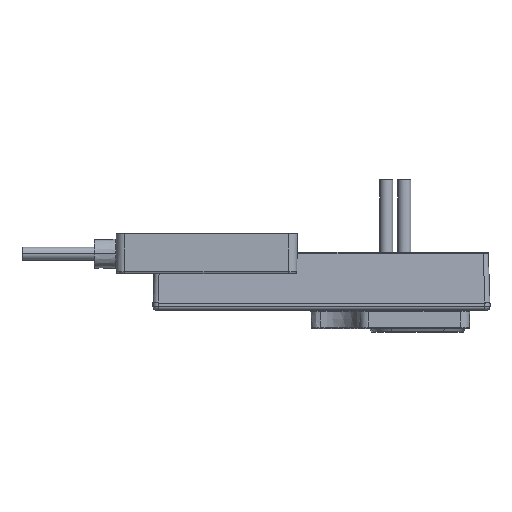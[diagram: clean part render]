
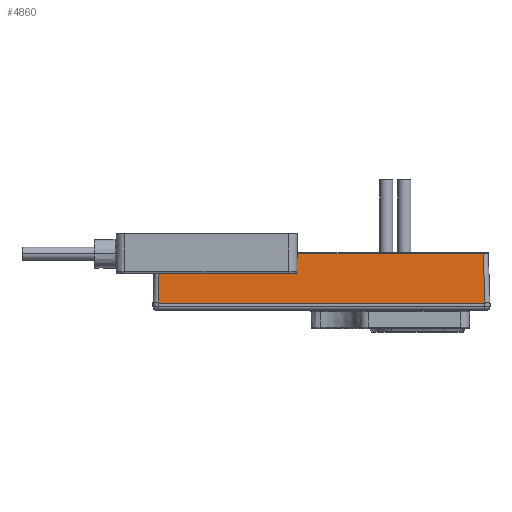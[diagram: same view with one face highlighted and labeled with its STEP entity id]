
A CAD part, top view. The second image highlights one B-rep face of the part: STEP entity #4860.
In plain terms, the highlighted planar face has unit normal (0, 0.035, 0.999).
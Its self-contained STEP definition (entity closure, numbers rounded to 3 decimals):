
#700=DIRECTION('',(1.,0.,0.));
#701=VECTOR('',#700,44.625);
#702=CARTESIAN_POINT('',(-13.063,7.807,8.762));
#703=LINE('',#702,#701);
#704=DIRECTION('',(0.035,-0.999,0.035));
#705=VECTOR('',#704,6.815);
#706=CARTESIAN_POINT('',(31.563,7.807,8.762));
#707=LINE('',#706,#705);
#708=DIRECTION('',(1.,0.,0.));
#709=VECTOR('',#708,45.1);
#710=CARTESIAN_POINT('',(-13.3,1.,9.));
#711=LINE('',#710,#709);
#712=DIRECTION('',(-0.035,-0.999,0.035));
#713=VECTOR('',#712,6.815);
#714=CARTESIAN_POINT('',(-13.063,7.807,8.762));
#715=LINE('',#714,#713);
#733=CARTESIAN_POINT('',(-13.063,7.807,8.762));
#3543=CARTESIAN_POINT('',(-13.3,1.,9.));
#3544=CARTESIAN_POINT('',(31.8,1.,9.));
#3545=VERTEX_POINT('',#3543);
#3546=VERTEX_POINT('',#3544);
#3590=VERTEX_POINT('',#733);
#3593=CARTESIAN_POINT('',(31.563,7.807,8.762));
#3594=VERTEX_POINT('',#3593);
#4848=CARTESIAN_POINT('',(-14.,1.,9.));
#4849=DIRECTION('',(0.,0.035,0.999));
#4850=DIRECTION('',(1.,0.,0.));
#4851=AXIS2_PLACEMENT_3D('',#4848,#4849,#4850);
#4852=PLANE('',#4851);
#4853=ORIENTED_EDGE('',*,*,#4592,.T.);
#4854=ORIENTED_EDGE('',*,*,#4836,.T.);
#4855=ORIENTED_EDGE('',*,*,#4281,.F.);
#4857=ORIENTED_EDGE('',*,*,#4856,.F.);
#4858=EDGE_LOOP('',(#4853,#4854,#4855,#4857));
#4859=FACE_OUTER_BOUND('',#4858,.F.);
#4860=ADVANCED_FACE('',(#4859),#4852,.T.);
#4281=EDGE_CURVE('',#3545,#3546,#711,.T.);
#4592=EDGE_CURVE('',#3590,#3594,#703,.T.);
#4836=EDGE_CURVE('',#3594,#3546,#707,.T.);
#4856=EDGE_CURVE('',#3590,#3545,#715,.T.);
